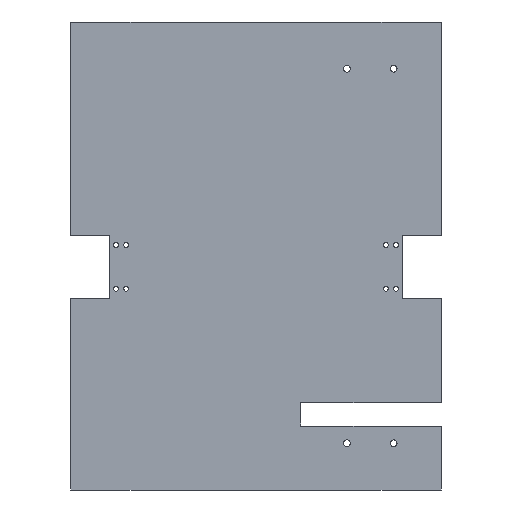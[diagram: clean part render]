
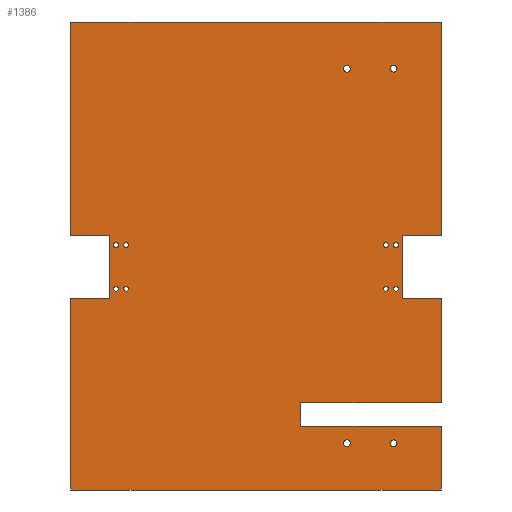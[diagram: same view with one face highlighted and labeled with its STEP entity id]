
A CAD part, front view. The second image highlights one B-rep face of the part: STEP entity #1386.
In plain terms, the highlighted planar face has unit normal (0, -1, 0).
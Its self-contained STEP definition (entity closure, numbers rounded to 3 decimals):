
#1386 = ADVANCED_FACE('',(#1387,#1549,#1560,#1571,#1582,#1593,#1604,
    #1615,#1626,#1637,#1648,#1659,#1670),#1681,.T.);
#1387 = FACE_BOUND('',#1388,.T.);
#1388 = EDGE_LOOP('',(#1389,#1399,#1407,#1415,#1423,#1431,#1439,#1447,
    #1455,#1463,#1471,#1479,#1487,#1495,#1503,#1511,#1519,#1527,#1535,
    #1543));
#1389 = ORIENTED_EDGE('',*,*,#1390,.F.);
#1390 = EDGE_CURVE('',#1391,#1393,#1395,.T.);
#1391 = VERTEX_POINT('',#1392);
#1392 = CARTESIAN_POINT('',(0.,-501.2,600.));
#1393 = VERTEX_POINT('',#1394);
#1394 = CARTESIAN_POINT('',(215.,-501.2,600.));
#1395 = LINE('',#1396,#1397);
#1396 = CARTESIAN_POINT('',(0.,-501.2,600.));
#1397 = VECTOR('',#1398,1.);
#1398 = DIRECTION('',(1.,0.,0.));
#1399 = ORIENTED_EDGE('',*,*,#1400,.T.);
#1400 = EDGE_CURVE('',#1391,#1401,#1403,.T.);
#1401 = VERTEX_POINT('',#1402);
#1402 = CARTESIAN_POINT('',(0.,-501.2,326.));
#1403 = LINE('',#1404,#1405);
#1404 = CARTESIAN_POINT('',(0.,-501.2,600.));
#1405 = VECTOR('',#1406,1.);
#1406 = DIRECTION('',(0.,0.,-1.));
#1407 = ORIENTED_EDGE('',*,*,#1408,.T.);
#1408 = EDGE_CURVE('',#1401,#1409,#1411,.T.);
#1409 = VERTEX_POINT('',#1410);
#1410 = CARTESIAN_POINT('',(50.,-501.2,326.));
#1411 = LINE('',#1412,#1413);
#1412 = CARTESIAN_POINT('',(0.,-501.2,326.));
#1413 = VECTOR('',#1414,1.);
#1414 = DIRECTION('',(1.,0.,0.));
#1415 = ORIENTED_EDGE('',*,*,#1416,.F.);
#1416 = EDGE_CURVE('',#1417,#1409,#1419,.T.);
#1417 = VERTEX_POINT('',#1418);
#1418 = CARTESIAN_POINT('',(50.,-501.2,246.));
#1419 = LINE('',#1420,#1421);
#1420 = CARTESIAN_POINT('',(50.,-501.2,246.));
#1421 = VECTOR('',#1422,1.);
#1422 = DIRECTION('',(0.,0.,1.));
#1423 = ORIENTED_EDGE('',*,*,#1424,.F.);
#1424 = EDGE_CURVE('',#1425,#1417,#1427,.T.);
#1425 = VERTEX_POINT('',#1426);
#1426 = CARTESIAN_POINT('',(0.,-501.2,246.));
#1427 = LINE('',#1428,#1429);
#1428 = CARTESIAN_POINT('',(0.,-501.2,246.));
#1429 = VECTOR('',#1430,1.);
#1430 = DIRECTION('',(1.,0.,0.));
#1431 = ORIENTED_EDGE('',*,*,#1432,.T.);
#1432 = EDGE_CURVE('',#1425,#1433,#1435,.T.);
#1433 = VERTEX_POINT('',#1434);
#1434 = CARTESIAN_POINT('',(0.,-501.2,0.));
#1435 = LINE('',#1436,#1437);
#1436 = CARTESIAN_POINT('',(0.,-501.2,600.));
#1437 = VECTOR('',#1438,1.);
#1438 = DIRECTION('',(0.,0.,-1.));
#1439 = ORIENTED_EDGE('',*,*,#1440,.T.);
#1440 = EDGE_CURVE('',#1433,#1441,#1443,.T.);
#1441 = VERTEX_POINT('',#1442);
#1442 = CARTESIAN_POINT('',(215.,-501.2,0.));
#1443 = LINE('',#1444,#1445);
#1444 = CARTESIAN_POINT('',(0.,-501.2,0.));
#1445 = VECTOR('',#1446,1.);
#1446 = DIRECTION('',(1.,0.,0.));
#1447 = ORIENTED_EDGE('',*,*,#1448,.T.);
#1448 = EDGE_CURVE('',#1441,#1449,#1451,.T.);
#1449 = VERTEX_POINT('',#1450);
#1450 = CARTESIAN_POINT('',(260.,-501.2,0.));
#1451 = LINE('',#1452,#1453);
#1452 = CARTESIAN_POINT('',(0.,-501.2,0.));
#1453 = VECTOR('',#1454,1.);
#1454 = DIRECTION('',(1.,0.,0.));
#1455 = ORIENTED_EDGE('',*,*,#1456,.T.);
#1456 = EDGE_CURVE('',#1449,#1457,#1459,.T.);
#1457 = VERTEX_POINT('',#1458);
#1458 = CARTESIAN_POINT('',(475.,-501.2,0.));
#1459 = LINE('',#1460,#1461);
#1460 = CARTESIAN_POINT('',(0.,-501.2,0.));
#1461 = VECTOR('',#1462,1.);
#1462 = DIRECTION('',(1.,0.,0.));
#1463 = ORIENTED_EDGE('',*,*,#1464,.F.);
#1464 = EDGE_CURVE('',#1465,#1457,#1467,.T.);
#1465 = VERTEX_POINT('',#1466);
#1466 = CARTESIAN_POINT('',(475.,-501.2,82.));
#1467 = LINE('',#1468,#1469);
#1468 = CARTESIAN_POINT('',(475.,-501.2,600.));
#1469 = VECTOR('',#1470,1.);
#1470 = DIRECTION('',(0.,0.,-1.));
#1471 = ORIENTED_EDGE('',*,*,#1472,.T.);
#1472 = EDGE_CURVE('',#1465,#1473,#1475,.T.);
#1473 = VERTEX_POINT('',#1474);
#1474 = CARTESIAN_POINT('',(295.,-501.2,82.));
#1475 = LINE('',#1476,#1477);
#1476 = CARTESIAN_POINT('',(237.5,-501.2,82.));
#1477 = VECTOR('',#1478,1.);
#1478 = DIRECTION('',(-1.,0.,0.));
#1479 = ORIENTED_EDGE('',*,*,#1480,.F.);
#1480 = EDGE_CURVE('',#1481,#1473,#1483,.T.);
#1481 = VERTEX_POINT('',#1482);
#1482 = CARTESIAN_POINT('',(295.,-501.2,112.));
#1483 = LINE('',#1484,#1485);
#1484 = CARTESIAN_POINT('',(295.,-501.2,341.));
#1485 = VECTOR('',#1486,1.);
#1486 = DIRECTION('',(0.,0.,-1.));
#1487 = ORIENTED_EDGE('',*,*,#1488,.F.);
#1488 = EDGE_CURVE('',#1489,#1481,#1491,.T.);
#1489 = VERTEX_POINT('',#1490);
#1490 = CARTESIAN_POINT('',(475.,-501.2,112.));
#1491 = LINE('',#1492,#1493);
#1492 = CARTESIAN_POINT('',(237.5,-501.2,112.));
#1493 = VECTOR('',#1494,1.);
#1494 = DIRECTION('',(-1.,0.,0.));
#1495 = ORIENTED_EDGE('',*,*,#1496,.F.);
#1496 = EDGE_CURVE('',#1497,#1489,#1499,.T.);
#1497 = VERTEX_POINT('',#1498);
#1498 = CARTESIAN_POINT('',(475.,-501.2,246.));
#1499 = LINE('',#1500,#1501);
#1500 = CARTESIAN_POINT('',(475.,-501.2,600.));
#1501 = VECTOR('',#1502,1.);
#1502 = DIRECTION('',(0.,0.,-1.));
#1503 = ORIENTED_EDGE('',*,*,#1504,.F.);
#1504 = EDGE_CURVE('',#1505,#1497,#1507,.T.);
#1505 = VERTEX_POINT('',#1506);
#1506 = CARTESIAN_POINT('',(425.,-501.2,246.));
#1507 = LINE('',#1508,#1509);
#1508 = CARTESIAN_POINT('',(425.,-501.2,246.));
#1509 = VECTOR('',#1510,1.);
#1510 = DIRECTION('',(1.,0.,0.));
#1511 = ORIENTED_EDGE('',*,*,#1512,.T.);
#1512 = EDGE_CURVE('',#1505,#1513,#1515,.T.);
#1513 = VERTEX_POINT('',#1514);
#1514 = CARTESIAN_POINT('',(425.,-501.2,326.));
#1515 = LINE('',#1516,#1517);
#1516 = CARTESIAN_POINT('',(425.,-501.2,246.));
#1517 = VECTOR('',#1518,1.);
#1518 = DIRECTION('',(0.,0.,1.));
#1519 = ORIENTED_EDGE('',*,*,#1520,.T.);
#1520 = EDGE_CURVE('',#1513,#1521,#1523,.T.);
#1521 = VERTEX_POINT('',#1522);
#1522 = CARTESIAN_POINT('',(475.,-501.2,326.));
#1523 = LINE('',#1524,#1525);
#1524 = CARTESIAN_POINT('',(425.,-501.2,326.));
#1525 = VECTOR('',#1526,1.);
#1526 = DIRECTION('',(1.,0.,0.));
#1527 = ORIENTED_EDGE('',*,*,#1528,.F.);
#1528 = EDGE_CURVE('',#1529,#1521,#1531,.T.);
#1529 = VERTEX_POINT('',#1530);
#1530 = CARTESIAN_POINT('',(475.,-501.2,600.));
#1531 = LINE('',#1532,#1533);
#1532 = CARTESIAN_POINT('',(475.,-501.2,600.));
#1533 = VECTOR('',#1534,1.);
#1534 = DIRECTION('',(0.,0.,-1.));
#1535 = ORIENTED_EDGE('',*,*,#1536,.F.);
#1536 = EDGE_CURVE('',#1537,#1529,#1539,.T.);
#1537 = VERTEX_POINT('',#1538);
#1538 = CARTESIAN_POINT('',(260.,-501.2,600.));
#1539 = LINE('',#1540,#1541);
#1540 = CARTESIAN_POINT('',(0.,-501.2,600.));
#1541 = VECTOR('',#1542,1.);
#1542 = DIRECTION('',(1.,0.,0.));
#1543 = ORIENTED_EDGE('',*,*,#1544,.F.);
#1544 = EDGE_CURVE('',#1393,#1537,#1545,.T.);
#1545 = LINE('',#1546,#1547);
#1546 = CARTESIAN_POINT('',(0.,-501.2,600.));
#1547 = VECTOR('',#1548,1.);
#1548 = DIRECTION('',(1.,0.,0.));
#1549 = FACE_BOUND('',#1550,.T.);
#1550 = EDGE_LOOP('',(#1551));
#1551 = ORIENTED_EDGE('',*,*,#1552,.T.);
#1552 = EDGE_CURVE('',#1553,#1553,#1555,.T.);
#1553 = VERTEX_POINT('',#1554);
#1554 = CARTESIAN_POINT('',(61.1,-501.2,314.));
#1555 = CIRCLE('',#1556,3.1);
#1556 = AXIS2_PLACEMENT_3D('',#1557,#1558,#1559);
#1557 = CARTESIAN_POINT('',(58.,-501.2,314.));
#1558 = DIRECTION('',(-0.,1.,0.));
#1559 = DIRECTION('',(1.,0.,0.));
#1560 = FACE_BOUND('',#1561,.T.);
#1561 = EDGE_LOOP('',(#1562));
#1562 = ORIENTED_EDGE('',*,*,#1563,.T.);
#1563 = EDGE_CURVE('',#1564,#1564,#1566,.T.);
#1564 = VERTEX_POINT('',#1565);
#1565 = CARTESIAN_POINT('',(74.1,-501.2,314.));
#1566 = CIRCLE('',#1567,3.1);
#1567 = AXIS2_PLACEMENT_3D('',#1568,#1569,#1570);
#1568 = CARTESIAN_POINT('',(71.,-501.2,314.));
#1569 = DIRECTION('',(-0.,1.,0.));
#1570 = DIRECTION('',(1.,0.,0.));
#1571 = FACE_BOUND('',#1572,.T.);
#1572 = EDGE_LOOP('',(#1573));
#1573 = ORIENTED_EDGE('',*,*,#1574,.T.);
#1574 = EDGE_CURVE('',#1575,#1575,#1577,.T.);
#1575 = VERTEX_POINT('',#1576);
#1576 = CARTESIAN_POINT('',(61.1,-501.2,258.));
#1577 = CIRCLE('',#1578,3.1);
#1578 = AXIS2_PLACEMENT_3D('',#1579,#1580,#1581);
#1579 = CARTESIAN_POINT('',(58.,-501.2,258.));
#1580 = DIRECTION('',(-0.,1.,0.));
#1581 = DIRECTION('',(1.,0.,0.));
#1582 = FACE_BOUND('',#1583,.T.);
#1583 = EDGE_LOOP('',(#1584));
#1584 = ORIENTED_EDGE('',*,*,#1585,.T.);
#1585 = EDGE_CURVE('',#1586,#1586,#1588,.T.);
#1586 = VERTEX_POINT('',#1587);
#1587 = CARTESIAN_POINT('',(74.1,-501.2,258.));
#1588 = CIRCLE('',#1589,3.1);
#1589 = AXIS2_PLACEMENT_3D('',#1590,#1591,#1592);
#1590 = CARTESIAN_POINT('',(71.,-501.2,258.));
#1591 = DIRECTION('',(-0.,1.,0.));
#1592 = DIRECTION('',(1.,0.,0.));
#1593 = FACE_BOUND('',#1594,.T.);
#1594 = EDGE_LOOP('',(#1595));
#1595 = ORIENTED_EDGE('',*,*,#1596,.T.);
#1596 = EDGE_CURVE('',#1597,#1597,#1599,.T.);
#1597 = VERTEX_POINT('',#1598);
#1598 = CARTESIAN_POINT('',(358.3,-501.2,540.));
#1599 = CIRCLE('',#1600,4.3);
#1600 = AXIS2_PLACEMENT_3D('',#1601,#1602,#1603);
#1601 = CARTESIAN_POINT('',(354.,-501.2,540.));
#1602 = DIRECTION('',(0.,1.,0.));
#1603 = DIRECTION('',(1.,0.,0.));
#1604 = FACE_BOUND('',#1605,.T.);
#1605 = EDGE_LOOP('',(#1606));
#1606 = ORIENTED_EDGE('',*,*,#1607,.T.);
#1607 = EDGE_CURVE('',#1608,#1608,#1610,.T.);
#1608 = VERTEX_POINT('',#1609);
#1609 = CARTESIAN_POINT('',(418.3,-501.2,540.));
#1610 = CIRCLE('',#1611,4.3);
#1611 = AXIS2_PLACEMENT_3D('',#1612,#1613,#1614);
#1612 = CARTESIAN_POINT('',(414.,-501.2,540.));
#1613 = DIRECTION('',(0.,1.,0.));
#1614 = DIRECTION('',(1.,0.,0.));
#1615 = FACE_BOUND('',#1616,.T.);
#1616 = EDGE_LOOP('',(#1617));
#1617 = ORIENTED_EDGE('',*,*,#1618,.T.);
#1618 = EDGE_CURVE('',#1619,#1619,#1621,.T.);
#1619 = VERTEX_POINT('',#1620);
#1620 = CARTESIAN_POINT('',(407.1,-501.2,314.));
#1621 = CIRCLE('',#1622,3.1);
#1622 = AXIS2_PLACEMENT_3D('',#1623,#1624,#1625);
#1623 = CARTESIAN_POINT('',(404.,-501.2,314.));
#1624 = DIRECTION('',(-0.,1.,0.));
#1625 = DIRECTION('',(1.,0.,0.));
#1626 = FACE_BOUND('',#1627,.T.);
#1627 = EDGE_LOOP('',(#1628));
#1628 = ORIENTED_EDGE('',*,*,#1629,.T.);
#1629 = EDGE_CURVE('',#1630,#1630,#1632,.T.);
#1630 = VERTEX_POINT('',#1631);
#1631 = CARTESIAN_POINT('',(420.1,-501.2,314.));
#1632 = CIRCLE('',#1633,3.1);
#1633 = AXIS2_PLACEMENT_3D('',#1634,#1635,#1636);
#1634 = CARTESIAN_POINT('',(417.,-501.2,314.));
#1635 = DIRECTION('',(-0.,1.,0.));
#1636 = DIRECTION('',(1.,0.,0.));
#1637 = FACE_BOUND('',#1638,.T.);
#1638 = EDGE_LOOP('',(#1639));
#1639 = ORIENTED_EDGE('',*,*,#1640,.T.);
#1640 = EDGE_CURVE('',#1641,#1641,#1643,.T.);
#1641 = VERTEX_POINT('',#1642);
#1642 = CARTESIAN_POINT('',(407.1,-501.2,258.));
#1643 = CIRCLE('',#1644,3.1);
#1644 = AXIS2_PLACEMENT_3D('',#1645,#1646,#1647);
#1645 = CARTESIAN_POINT('',(404.,-501.2,258.));
#1646 = DIRECTION('',(-0.,1.,0.));
#1647 = DIRECTION('',(1.,0.,0.));
#1648 = FACE_BOUND('',#1649,.T.);
#1649 = EDGE_LOOP('',(#1650));
#1650 = ORIENTED_EDGE('',*,*,#1651,.T.);
#1651 = EDGE_CURVE('',#1652,#1652,#1654,.T.);
#1652 = VERTEX_POINT('',#1653);
#1653 = CARTESIAN_POINT('',(420.1,-501.2,258.));
#1654 = CIRCLE('',#1655,3.1);
#1655 = AXIS2_PLACEMENT_3D('',#1656,#1657,#1658);
#1656 = CARTESIAN_POINT('',(417.,-501.2,258.));
#1657 = DIRECTION('',(-0.,1.,0.));
#1658 = DIRECTION('',(1.,0.,0.));
#1659 = FACE_BOUND('',#1660,.T.);
#1660 = EDGE_LOOP('',(#1661));
#1661 = ORIENTED_EDGE('',*,*,#1662,.T.);
#1662 = EDGE_CURVE('',#1663,#1663,#1665,.T.);
#1663 = VERTEX_POINT('',#1664);
#1664 = CARTESIAN_POINT('',(358.3,-501.2,60.));
#1665 = CIRCLE('',#1666,4.3);
#1666 = AXIS2_PLACEMENT_3D('',#1667,#1668,#1669);
#1667 = CARTESIAN_POINT('',(354.,-501.2,60.));
#1668 = DIRECTION('',(0.,1.,0.));
#1669 = DIRECTION('',(1.,0.,0.));
#1670 = FACE_BOUND('',#1671,.T.);
#1671 = EDGE_LOOP('',(#1672));
#1672 = ORIENTED_EDGE('',*,*,#1673,.T.);
#1673 = EDGE_CURVE('',#1674,#1674,#1676,.T.);
#1674 = VERTEX_POINT('',#1675);
#1675 = CARTESIAN_POINT('',(418.3,-501.2,60.));
#1676 = CIRCLE('',#1677,4.3);
#1677 = AXIS2_PLACEMENT_3D('',#1678,#1679,#1680);
#1678 = CARTESIAN_POINT('',(414.,-501.2,60.));
#1679 = DIRECTION('',(0.,1.,0.));
#1680 = DIRECTION('',(1.,0.,0.));
#1681 = PLANE('',#1682);
#1682 = AXIS2_PLACEMENT_3D('',#1683,#1684,#1685);
#1683 = CARTESIAN_POINT('',(0.,-501.2,600.));
#1684 = DIRECTION('',(0.,-1.,0.));
#1685 = DIRECTION('',(0.,0.,-1.));
